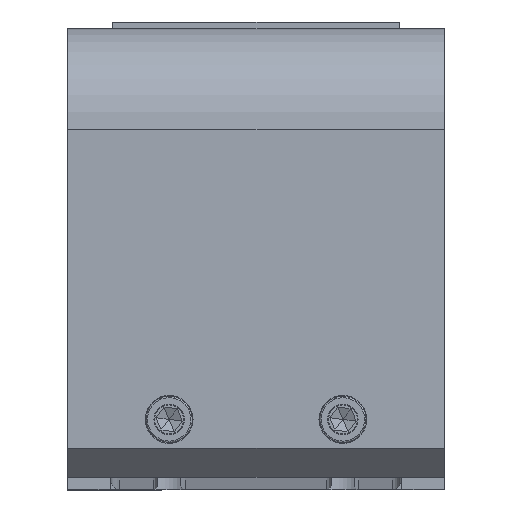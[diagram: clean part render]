
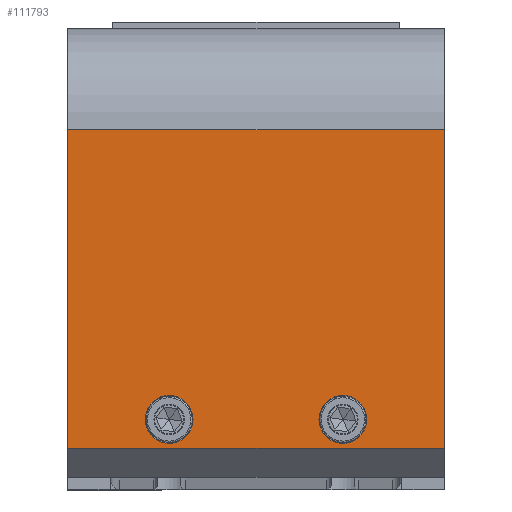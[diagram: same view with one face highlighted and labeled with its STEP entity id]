
A CAD part, top view. The second image highlights one B-rep face of the part: STEP entity #111793.
In plain terms, the highlighted planar face has unit normal (0, 0, 1).
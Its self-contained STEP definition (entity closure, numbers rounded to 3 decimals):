
#7823 = CARTESIAN_POINT ( 'NONE',  ( 173.467, 207.762, 762.525 ) ) ;
#10836 = EDGE_CURVE ( 'NONE', #46013, #151222, #186758, .T. ) ;
#12742 = DIRECTION ( 'NONE',  ( 1., 0., 0. ) ) ;
#14044 = EDGE_CURVE ( 'NONE', #155398, #171912, #146466, .T. ) ;
#17989 = EDGE_CURVE ( 'NONE', #171912, #211580, #28923, .T. ) ;
#19864 = CIRCLE ( 'NONE', #214871, 8.25 ) ;
#20279 = EDGE_LOOP ( 'NONE', ( #67256, #23119 ) ) ;
#21587 = DIRECTION ( 'NONE',  ( 0., 0., 1. ) ) ;
#23119 = ORIENTED_EDGE ( 'NONE', *, *, #223396, .F. ) ;
#25913 = VERTEX_POINT ( 'NONE', #227537 ) ;
#28923 = LINE ( 'NONE', #234387, #34203 ) ;
#31322 = DIRECTION ( 'NONE',  ( -1., 0., 0. ) ) ;
#34203 = VECTOR ( 'NONE', #215719, 1000. ) ;
#41633 = CIRCLE ( 'NONE', #192608, 8.25 ) ;
#43899 = DIRECTION ( 'NONE',  ( 0., -1., 0. ) ) ;
#44007 = VECTOR ( 'NONE', #175104, 1000. ) ;
#46013 = VERTEX_POINT ( 'NONE', #62915 ) ;
#47582 = DIRECTION ( 'NONE',  ( 0., 0., 1. ) ) ;
#53141 = ORIENTED_EDGE ( 'NONE', *, *, #17989, .T. ) ;
#59445 = LINE ( 'NONE', #118004, #44007 ) ;
#62915 = CARTESIAN_POINT ( 'NONE',  ( 181.717, 207.762, 762.525 ) ) ;
#64653 = EDGE_CURVE ( 'NONE', #241089, #145948, #19864, .T. ) ;
#67256 = ORIENTED_EDGE ( 'NONE', *, *, #64653, .F. ) ;
#73958 = ORIENTED_EDGE ( 'NONE', *, *, #243451, .F. ) ;
#75241 = CARTESIAN_POINT ( 'NONE',  ( 208.467, 307.762, 762.525 ) ) ;
#75442 = AXIS2_PLACEMENT_3D ( 'NONE', #7823, #47582, #12742 ) ;
#79310 = AXIS2_PLACEMENT_3D ( 'NONE', #150143, #130328, #131557 ) ;
#80617 = AXIS2_PLACEMENT_3D ( 'NONE', #144569, #199380, #31322 ) ;
#84638 = ORIENTED_EDGE ( 'NONE', *, *, #14044, .T. ) ;
#87446 = PLANE ( 'NONE',  #80617 ) ;
#91291 = CIRCLE ( 'NONE', #79310, 8.25 ) ;
#103738 = FACE_BOUND ( 'NONE', #207371, .T. ) ;
#111793 = ADVANCED_FACE ( 'NONE', ( #201809, #103738, #145764 ), #87446, .F. ) ;
#118004 = CARTESIAN_POINT ( 'NONE',  ( 208.467, 197.762, 762.525 ) ) ;
#121171 = CARTESIAN_POINT ( 'NONE',  ( 208.467, 197.762, 762.525 ) ) ;
#128216 = CARTESIAN_POINT ( 'NONE',  ( 105.217, 207.762, 762.525 ) ) ;
#130328 = DIRECTION ( 'NONE',  ( 0., 0., 1. ) ) ;
#131557 = DIRECTION ( 'NONE',  ( 1., 0., 0. ) ) ;
#132455 = CARTESIAN_POINT ( 'NONE',  ( 173.467, 207.762, 762.525 ) ) ;
#136591 = ORIENTED_EDGE ( 'NONE', *, *, #211307, .F. ) ;
#144569 = CARTESIAN_POINT ( 'NONE',  ( 208.467, 197.762, 762.525 ) ) ;
#144962 = VECTOR ( 'NONE', #148934, 1000. ) ;
#145764 = FACE_OUTER_BOUND ( 'NONE', #195699, .T. ) ;
#145948 = VERTEX_POINT ( 'NONE', #128216 ) ;
#146466 = LINE ( 'NONE', #243723, #144962 ) ;
#146605 = CARTESIAN_POINT ( 'NONE',  ( 113.467, 207.762, 762.525 ) ) ;
#148934 = DIRECTION ( 'NONE',  ( -1., 0., 0. ) ) ;
#150143 = CARTESIAN_POINT ( 'NONE',  ( 113.467, 207.762, 762.525 ) ) ;
#151222 = VERTEX_POINT ( 'NONE', #162594 ) ;
#155398 = VERTEX_POINT ( 'NONE', #75241 ) ;
#162594 = CARTESIAN_POINT ( 'NONE',  ( 165.217, 207.762, 762.525 ) ) ;
#165505 = EDGE_CURVE ( 'NONE', #25913, #211580, #59445, .T. ) ;
#166428 = DIRECTION ( 'NONE',  ( 0., 0., 1. ) ) ;
#171912 = VERTEX_POINT ( 'NONE', #188576 ) ;
#175104 = DIRECTION ( 'NONE',  ( -1., 0., 0. ) ) ;
#186758 = CIRCLE ( 'NONE', #75442, 8.25 ) ;
#187136 = ORIENTED_EDGE ( 'NONE', *, *, #10836, .F. ) ;
#188576 = CARTESIAN_POINT ( 'NONE',  ( 78.467, 307.762, 762.525 ) ) ;
#192608 = AXIS2_PLACEMENT_3D ( 'NONE', #132455, #21587, #208354 ) ;
#193121 = CARTESIAN_POINT ( 'NONE',  ( 121.717, 207.762, 762.525 ) ) ;
#195699 = EDGE_LOOP ( 'NONE', ( #53141, #224632, #136591, #84638 ) ) ;
#199380 = DIRECTION ( 'NONE',  ( 0., 0., -1. ) ) ;
#201809 = FACE_BOUND ( 'NONE', #20279, .T. ) ;
#202785 = CARTESIAN_POINT ( 'NONE',  ( 78.467, 197.762, 762.525 ) ) ;
#207371 = EDGE_LOOP ( 'NONE', ( #187136, #73958 ) ) ;
#208354 = DIRECTION ( 'NONE',  ( 1., 0., 0. ) ) ;
#211307 = EDGE_CURVE ( 'NONE', #155398, #25913, #233226, .T. ) ;
#211580 = VERTEX_POINT ( 'NONE', #202785 ) ;
#214871 = AXIS2_PLACEMENT_3D ( 'NONE', #146605, #166428, #219001 ) ;
#215719 = DIRECTION ( 'NONE',  ( 0., -1., 0. ) ) ;
#219001 = DIRECTION ( 'NONE',  ( 1., 0., 0. ) ) ;
#219435 = VECTOR ( 'NONE', #43899, 1000. ) ;
#223396 = EDGE_CURVE ( 'NONE', #145948, #241089, #91291, .T. ) ;
#224632 = ORIENTED_EDGE ( 'NONE', *, *, #165505, .F. ) ;
#227537 = CARTESIAN_POINT ( 'NONE',  ( 208.467, 197.762, 762.525 ) ) ;
#233226 = LINE ( 'NONE', #121171, #219435 ) ;
#234387 = CARTESIAN_POINT ( 'NONE',  ( 78.467, 197.762, 762.525 ) ) ;
#241089 = VERTEX_POINT ( 'NONE', #193121 ) ;
#243451 = EDGE_CURVE ( 'NONE', #151222, #46013, #41633, .T. ) ;
#243723 = CARTESIAN_POINT ( 'NONE',  ( 208.467, 307.762, 762.525 ) ) ;
